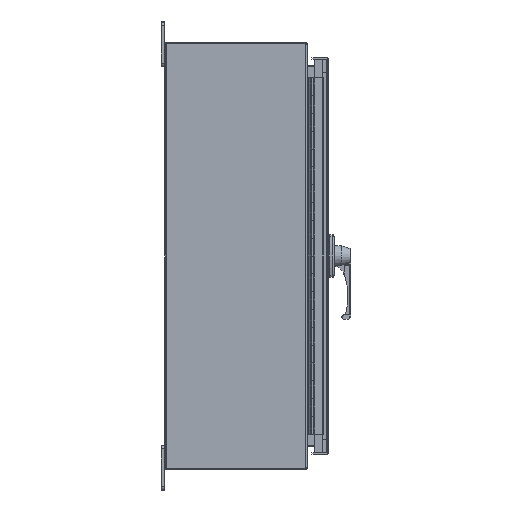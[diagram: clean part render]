
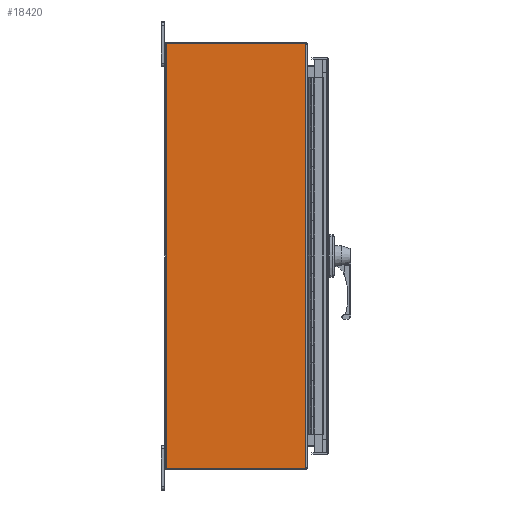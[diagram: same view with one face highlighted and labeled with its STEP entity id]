
A CAD part, left-side view. The second image highlights one B-rep face of the part: STEP entity #18420.
In plain terms, the highlighted planar face has unit normal (-1, 0, 0).
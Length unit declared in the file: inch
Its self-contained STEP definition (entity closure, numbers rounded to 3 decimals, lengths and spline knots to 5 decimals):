
#328 = CARTESIAN_POINT ( 'NONE',  ( -21., -7.82, 83.298 ) ) ;
#818 = ORIENTED_EDGE ( 'NONE', *, *, #26102, .F. ) ;
#2398 = VECTOR ( 'NONE', #49246, 39.37008 ) ;
#3168 = ORIENTED_EDGE ( 'NONE', *, *, #41396, .F. ) ;
#3861 = VECTOR ( 'NONE', #47904, 39.37008 ) ;
#6860 = EDGE_CURVE ( 'NONE', #9349, #19445, #39354, .T. ) ;
#7649 = CARTESIAN_POINT ( 'NONE',  ( -21., -7.78671, -11.82789 ) ) ;
#8079 = VERTEX_POINT ( 'NONE', #36350 ) ;
#8762 = CARTESIAN_POINT ( 'NONE',  ( -21., 0., -11.92789 ) ) ;
#9349 = VERTEX_POINT ( 'NONE', #33797 ) ;
#9421 = DIRECTION ( 'NONE',  ( 1., 0., 0. ) ) ;
#10526 = EDGE_CURVE ( 'NONE', #35577, #9349, #50659, .T. ) ;
#10726 = CARTESIAN_POINT ( 'NONE',  ( -21., 0., 11.92789 ) ) ;
#12569 = PLANE ( 'NONE',  #44123 ) ;
#13029 = ORIENTED_EDGE ( 'NONE', *, *, #6860, .F. ) ;
#13078 = CARTESIAN_POINT ( 'NONE',  ( -21., 0., 83.298 ) ) ;
#17388 = ORIENTED_EDGE ( 'NONE', *, *, #50954, .F. ) ;
#17535 = DIRECTION ( 'NONE',  ( 0., 1., 0. ) ) ;
#18131 = ORIENTED_EDGE ( 'NONE', *, *, #30512, .F. ) ;
#18420 = ADVANCED_FACE ( 'NONE', ( #41033 ), #12569, .F. ) ;
#19445 = VERTEX_POINT ( 'NONE', #28160 ) ;
#22060 = CARTESIAN_POINT ( 'NONE',  ( -21., -0.036, -11.892 ) ) ;
#22229 = LINE ( 'NONE', #10726, #38565 ) ;
#22571 = DIRECTION ( 'NONE',  ( 0., -1., 0. ) ) ;
#23275 = CARTESIAN_POINT ( 'NONE',  ( -21., -0.036, 11.92789 ) ) ;
#25008 = EDGE_LOOP ( 'NONE', ( #45066, #818, #3168, #17388, #18131, #13029 ) ) ;
#25667 = DIRECTION ( 'NONE',  ( 1., 0., 0. ) ) ;
#26102 = EDGE_CURVE ( 'NONE', #8079, #35577, #28596, .T. ) ;
#27692 = CIRCLE ( 'NONE', #37718, 0.1 ) ;
#28160 = CARTESIAN_POINT ( 'NONE',  ( -21., -0.036, -11.92789 ) ) ;
#28596 = LINE ( 'NONE', #328, #3861 ) ;
#29578 = DIRECTION ( 'NONE',  ( 0., -1., 0. ) ) ;
#30109 = DIRECTION ( 'NONE',  ( 0., 1., 0. ) ) ;
#30512 = EDGE_CURVE ( 'NONE', #19445, #36699, #33833, .T. ) ;
#30954 = CARTESIAN_POINT ( 'NONE',  ( -21., -7.78671, 11.92789 ) ) ;
#32419 = VECTOR ( 'NONE', #47944, 39.37008 ) ;
#33797 = CARTESIAN_POINT ( 'NONE',  ( -21., -7.78671, -11.92789 ) ) ;
#33833 = LINE ( 'NONE', #22060, #2398 ) ;
#33919 = CARTESIAN_POINT ( 'NONE',  ( -21., -7.82, -11.92218 ) ) ;
#35577 = VERTEX_POINT ( 'NONE', #33919 ) ;
#35648 = AXIS2_PLACEMENT_3D ( 'NONE', #7649, #42920, #22571 ) ;
#36350 = CARTESIAN_POINT ( 'NONE',  ( -21., -7.82, 11.92218 ) ) ;
#36699 = VERTEX_POINT ( 'NONE', #23275 ) ;
#37718 = AXIS2_PLACEMENT_3D ( 'NONE', #45486, #25667, #30109 ) ;
#38565 = VECTOR ( 'NONE', #29578, 39.37008 ) ;
#39354 = LINE ( 'NONE', #8762, #32419 ) ;
#41033 = FACE_OUTER_BOUND ( 'NONE', #25008, .T. ) ;
#41396 = EDGE_CURVE ( 'NONE', #48092, #8079, #27692, .T. ) ;
#42920 = DIRECTION ( 'NONE',  ( 1., 0., 0. ) ) ;
#44123 = AXIS2_PLACEMENT_3D ( 'NONE', #13078, #9421, #17535 ) ;
#45066 = ORIENTED_EDGE ( 'NONE', *, *, #10526, .F. ) ;
#45486 = CARTESIAN_POINT ( 'NONE',  ( -21., -7.78671, 11.82789 ) ) ;
#47904 = DIRECTION ( 'NONE',  ( 0., 0., -1. ) ) ;
#47944 = DIRECTION ( 'NONE',  ( 0., 1., 0. ) ) ;
#48092 = VERTEX_POINT ( 'NONE', #30954 ) ;
#49246 = DIRECTION ( 'NONE',  ( 0., 0., 1. ) ) ;
#50659 = CIRCLE ( 'NONE', #35648, 0.1 ) ;
#50954 = EDGE_CURVE ( 'NONE', #36699, #48092, #22229, .T. ) ;
